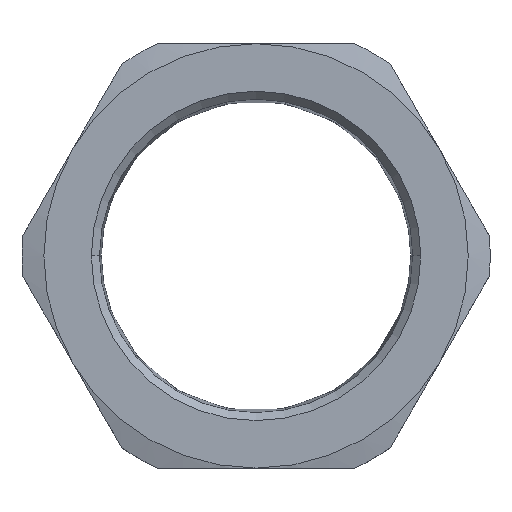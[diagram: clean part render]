
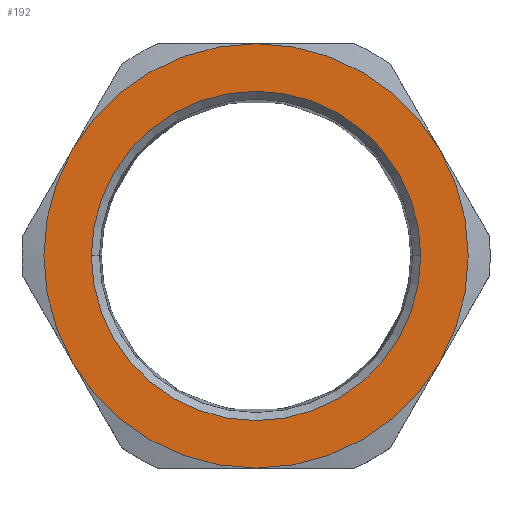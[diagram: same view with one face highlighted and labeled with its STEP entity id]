
A CAD part, top view. The second image highlights one B-rep face of the part: STEP entity #192.
In plain terms, the highlighted planar face has unit normal (0, 0, 1).
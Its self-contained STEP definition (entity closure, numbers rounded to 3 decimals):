
#11 = CIRCLE ( 'NONE', #826, 17. ) ;
#14 = EDGE_CURVE ( 'NONE', #771, #129, #352, .T. ) ;
#27 = EDGE_LOOP ( 'NONE', ( #189, #774 ) ) ;
#38 = CIRCLE ( 'NONE', #300, 13.194 ) ;
#58 = AXIS2_PLACEMENT_3D ( 'NONE', #661, #844, #149 ) ;
#67 = ORIENTED_EDGE ( 'NONE', *, *, #87, .F. ) ;
#87 = EDGE_CURVE ( 'NONE', #129, #702, #450, .T. ) ;
#90 = ORIENTED_EDGE ( 'NONE', *, *, #566, .F. ) ;
#116 = ORIENTED_EDGE ( 'NONE', *, *, #160, .F. ) ;
#129 = VERTEX_POINT ( 'NONE', #399 ) ;
#149 = DIRECTION ( 'NONE',  ( 0., 1., 0. ) ) ;
#160 = EDGE_CURVE ( 'NONE', #260, #832, #516, .T. ) ;
#175 = ORIENTED_EDGE ( 'NONE', *, *, #14, .F. ) ;
#183 = EDGE_CURVE ( 'NONE', #343, #771, #551, .T. ) ;
#189 = ORIENTED_EDGE ( 'NONE', *, *, #525, .F. ) ;
#190 = CIRCLE ( 'NONE', #441, 17. ) ;
#192 = ADVANCED_FACE ( 'NONE', ( #565, #564 ), #761, .T. ) ;
#193 = AXIS2_PLACEMENT_3D ( 'NONE', #493, #477, #497 ) ;
#257 = CARTESIAN_POINT ( 'NONE',  ( -14.722, -8.5, 3. ) ) ;
#260 = VERTEX_POINT ( 'NONE', #643 ) ;
#274 = ORIENTED_EDGE ( 'NONE', *, *, #183, .F. ) ;
#300 = AXIS2_PLACEMENT_3D ( 'NONE', #362, #355, #350 ) ;
#302 = DIRECTION ( 'NONE',  ( 0., 1., 0. ) ) ;
#304 = DIRECTION ( 'NONE',  ( 0., 0., -1. ) ) ;
#308 = CARTESIAN_POINT ( 'NONE',  ( 0., 0., 3. ) ) ;
#319 = ORIENTED_EDGE ( 'NONE', *, *, #804, .F. ) ;
#343 = VERTEX_POINT ( 'NONE', #562 ) ;
#344 = VERTEX_POINT ( 'NONE', #560 ) ;
#350 = DIRECTION ( 'NONE',  ( 1., 0., 0. ) ) ;
#352 = CIRCLE ( 'NONE', #58, 17. ) ;
#355 = DIRECTION ( 'NONE',  ( 0., 0., 1. ) ) ;
#358 = AXIS2_PLACEMENT_3D ( 'NONE', #782, #780, #779 ) ;
#362 = CARTESIAN_POINT ( 'NONE',  ( 0., 0., 3. ) ) ;
#364 = CARTESIAN_POINT ( 'NONE',  ( 0., 17., 3. ) ) ;
#370 = EDGE_LOOP ( 'NONE', ( #175, #274, #90, #116, #319, #67 ) ) ;
#387 = CARTESIAN_POINT ( 'NONE',  ( 14.722, -8.5, 3. ) ) ;
#399 = CARTESIAN_POINT ( 'NONE',  ( 14.722, 8.5, 3. ) ) ;
#441 = AXIS2_PLACEMENT_3D ( 'NONE', #308, #304, #302 ) ;
#447 = DIRECTION ( 'NONE',  ( 0., 1., 0. ) ) ;
#448 = DIRECTION ( 'NONE',  ( 0., 0., -1. ) ) ;
#449 = CARTESIAN_POINT ( 'NONE',  ( 0., 0., 3. ) ) ;
#450 = CIRCLE ( 'NONE', #193, 17. ) ;
#476 = DIRECTION ( 'NONE',  ( 1., 0., 0. ) ) ;
#477 = DIRECTION ( 'NONE',  ( 0., 0., -1. ) ) ;
#478 = DIRECTION ( 'NONE',  ( 0., 0., 1. ) ) ;
#479 = CARTESIAN_POINT ( 'NONE',  ( 0., 0., 3. ) ) ;
#481 = CARTESIAN_POINT ( 'NONE',  ( -13.194, 0., 3. ) ) ;
#493 = CARTESIAN_POINT ( 'NONE',  ( 0., 0., 3. ) ) ;
#497 = DIRECTION ( 'NONE',  ( 0., 1., 0. ) ) ;
#516 = CIRCLE ( 'NONE', #358, 17. ) ;
#525 = EDGE_CURVE ( 'NONE', #344, #532, #814, .T. ) ;
#532 = VERTEX_POINT ( 'NONE', #481 ) ;
#551 = CIRCLE ( 'NONE', #644, 17. ) ;
#560 = CARTESIAN_POINT ( 'NONE',  ( 13.194, 0., 3. ) ) ;
#562 = CARTESIAN_POINT ( 'NONE',  ( -14.722, 8.5, 3. ) ) ;
#564 = FACE_OUTER_BOUND ( 'NONE', #370, .T. ) ;
#565 = FACE_BOUND ( 'NONE', #27, .T. ) ;
#566 = EDGE_CURVE ( 'NONE', #832, #343, #11, .T. ) ;
#604 = AXIS2_PLACEMENT_3D ( 'NONE', #479, #478, #476 ) ;
#643 = CARTESIAN_POINT ( 'NONE',  ( 0., -17., 3. ) ) ;
#644 = AXIS2_PLACEMENT_3D ( 'NONE', #756, #740, #738 ) ;
#661 = CARTESIAN_POINT ( 'NONE',  ( 0., 0., 3. ) ) ;
#702 = VERTEX_POINT ( 'NONE', #387 ) ;
#736 = DIRECTION ( 'NONE',  ( 1., 0., 0. ) ) ;
#737 = DIRECTION ( 'NONE',  ( 0., 0., 1. ) ) ;
#738 = DIRECTION ( 'NONE',  ( 0., 1., 0. ) ) ;
#740 = DIRECTION ( 'NONE',  ( 0., 0., -1. ) ) ;
#756 = CARTESIAN_POINT ( 'NONE',  ( 0., 0., 3. ) ) ;
#761 = PLANE ( 'NONE',  #805 ) ;
#768 = CARTESIAN_POINT ( 'NONE',  ( 0., 0., 3. ) ) ;
#771 = VERTEX_POINT ( 'NONE', #364 ) ;
#774 = ORIENTED_EDGE ( 'NONE', *, *, #781, .F. ) ;
#779 = DIRECTION ( 'NONE',  ( 0., 1., 0. ) ) ;
#780 = DIRECTION ( 'NONE',  ( 0., 0., -1. ) ) ;
#781 = EDGE_CURVE ( 'NONE', #532, #344, #38, .T. ) ;
#782 = CARTESIAN_POINT ( 'NONE',  ( 0., 0., 3. ) ) ;
#804 = EDGE_CURVE ( 'NONE', #702, #260, #190, .T. ) ;
#805 = AXIS2_PLACEMENT_3D ( 'NONE', #768, #737, #736 ) ;
#814 = CIRCLE ( 'NONE', #604, 13.194 ) ;
#826 = AXIS2_PLACEMENT_3D ( 'NONE', #449, #448, #447 ) ;
#832 = VERTEX_POINT ( 'NONE', #257 ) ;
#844 = DIRECTION ( 'NONE',  ( 0., 0., -1. ) ) ;
